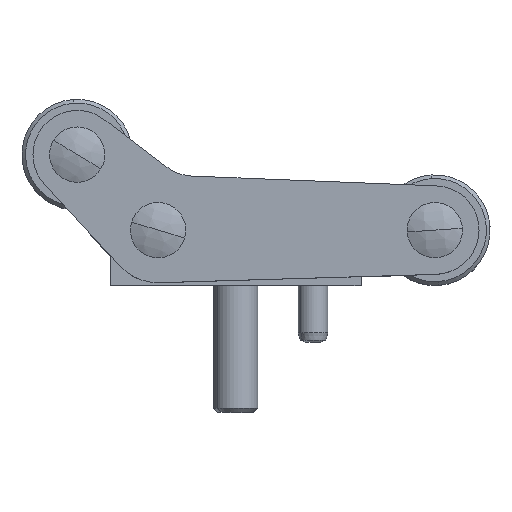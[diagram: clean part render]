
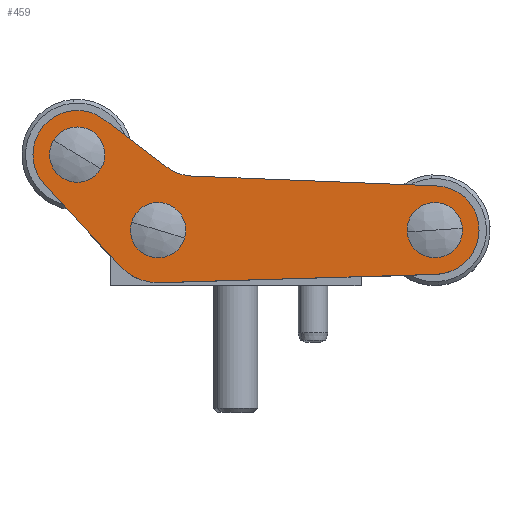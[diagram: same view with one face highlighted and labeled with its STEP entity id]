
A CAD part, top view. The second image highlights one B-rep face of the part: STEP entity #459.
In plain terms, the highlighted face is planar.
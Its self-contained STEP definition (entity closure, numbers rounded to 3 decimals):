
#15 = EDGE_CURVE ( 'NONE', #808, #5587, #779, .T. ) ;
#23 = ORIENTED_EDGE ( 'NONE', *, *, #2053, .F. ) ;
#47 = DIRECTION ( 'NONE',  ( 0., 0., 1. ) ) ;
#53 = EDGE_CURVE ( 'NONE', #2868, #2035, #87, .T. ) ;
#87 = CIRCLE ( 'NONE', #1272, 3.5 ) ;
#138 = ORIENTED_EDGE ( 'NONE', *, *, #5733, .F. ) ;
#141 = VERTEX_POINT ( 'NONE', #1228 ) ;
#314 = CIRCLE ( 'NONE', #430, 3.5 ) ;
#318 = EDGE_LOOP ( 'NONE', ( #4560, #796 ) ) ;
#430 = AXIS2_PLACEMENT_3D ( 'NONE', #2257, #5437, #498 ) ;
#441 = AXIS2_PLACEMENT_3D ( 'NONE', #1309, #3512, #1801 ) ;
#454 = VECTOR ( 'NONE', #2115, 1000. ) ;
#459 = ADVANCED_FACE ( 'NONE', ( #3313, #773, #4512, #1007 ), #4473, .F. ) ;
#468 = DIRECTION ( 'NONE',  ( 0., 0., 1. ) ) ;
#498 = DIRECTION ( 'NONE',  ( -1., 0., 0. ) ) ;
#542 = EDGE_CURVE ( 'NONE', #141, #5577, #5094, .T. ) ;
#544 = CARTESIAN_POINT ( 'NONE',  ( -0.181, -5.997, -4.5 ) ) ;
#545 = ORIENTED_EDGE ( 'NONE', *, *, #542, .F. ) ;
#566 = CIRCLE ( 'NONE', #4551, 3.5 ) ;
#572 = DIRECTION ( 'NONE',  ( -0.999, -0.04, 0. ) ) ;
#588 = DIRECTION ( 'NONE',  ( 0., 0., -1. ) ) ;
#608 = CIRCLE ( 'NONE', #2388, 3.5 ) ;
#635 = AXIS2_PLACEMENT_3D ( 'NONE', #791, #1321, #1774 ) ;
#664 = CIRCLE ( 'NONE', #635, 7.13 ) ;
#691 = DIRECTION ( 'NONE',  ( 1., -0.03, 0. ) ) ;
#773 = FACE_BOUND ( 'NONE', #318, .T. ) ;
#779 = CIRCLE ( 'NONE', #5293, 3.5 ) ;
#789 = EDGE_CURVE ( 'NONE', #5587, #808, #566, .T. ) ;
#791 = CARTESIAN_POINT ( 'NONE',  ( 37.5, 0., -4.5 ) ) ;
#794 = EDGE_LOOP ( 'NONE', ( #5315, #1234 ) ) ;
#796 = ORIENTED_EDGE ( 'NONE', *, *, #15, .F. ) ;
#808 = VERTEX_POINT ( 'NONE', #5105 ) ;
#914 = DIRECTION ( 'NONE',  ( 1., 0., 0. ) ) ;
#931 = CARTESIAN_POINT ( 'NONE',  ( 48.47, 10.23, -4.5 ) ) ;
#973 = CIRCLE ( 'NONE', #1929, 3.5 ) ;
#1007 = FACE_BOUND ( 'NONE', #794, .T. ) ;
#1133 = CARTESIAN_POINT ( 'NONE',  ( -0.181, -5.997, -4.5 ) ) ;
#1195 = DIRECTION ( 'NONE',  ( 0., 0., 1. ) ) ;
#1212 = DIRECTION ( 'NONE',  ( -1., 0., 0. ) ) ;
#1228 = CARTESIAN_POINT ( 'NONE',  ( 44.844, 15.01, -4.5 ) ) ;
#1234 = ORIENTED_EDGE ( 'NONE', *, *, #2079, .F. ) ;
#1272 = AXIS2_PLACEMENT_3D ( 'NONE', #2034, #5232, #1212 ) ;
#1309 = CARTESIAN_POINT ( 'NONE',  ( 32.687, 13.32, -4.5 ) ) ;
#1314 = VECTOR ( 'NONE', #691, 1000. ) ;
#1321 = DIRECTION ( 'NONE',  ( 0., 0., 1. ) ) ;
#1380 = CARTESIAN_POINT ( 'NONE',  ( 41., 0., -4.5 ) ) ;
#1389 = EDGE_CURVE ( 'NONE', #3338, #3349, #973, .T. ) ;
#1456 = AXIS2_PLACEMENT_3D ( 'NONE', #931, #47, #914 ) ;
#1491 = DIRECTION ( 'NONE',  ( -1., 0., 0. ) ) ;
#1525 = VERTEX_POINT ( 'NONE', #5059 ) ;
#1580 = CARTESIAN_POINT ( 'NONE',  ( 37.285, -7.127, -4.5 ) ) ;
#1605 = ORIENTED_EDGE ( 'NONE', *, *, #1752, .F. ) ;
#1618 = AXIS2_PLACEMENT_3D ( 'NONE', #4982, #468, #5425 ) ;
#1659 = AXIS2_PLACEMENT_3D ( 'NONE', #4264, #1195, #3796 ) ;
#1752 = EDGE_CURVE ( 'NONE', #2035, #2868, #608, .T. ) ;
#1774 = DIRECTION ( 'NONE',  ( 1., 0., 0. ) ) ;
#1801 = DIRECTION ( 'NONE',  ( 1., 0., 0. ) ) ;
#1875 = CARTESIAN_POINT ( 'NONE',  ( 44.844, 15.01, -4.5 ) ) ;
#1929 = AXIS2_PLACEMENT_3D ( 'NONE', #3633, #5410, #1491 ) ;
#1943 = CARTESIAN_POINT ( 'NONE',  ( 52.881, 6.163, -4.5 ) ) ;
#1986 = DIRECTION ( 'NONE',  ( -1., 0., 0. ) ) ;
#2034 = CARTESIAN_POINT ( 'NONE',  ( 37.5, 0., -4.5 ) ) ;
#2035 = VERTEX_POINT ( 'NONE', #1380 ) ;
#2053 = EDGE_CURVE ( 'NONE', #5144, #141, #3211, .T. ) ;
#2079 = EDGE_CURVE ( 'NONE', #3349, #3338, #314, .T. ) ;
#2093 = EDGE_LOOP ( 'NONE', ( #5386, #1605 ) ) ;
#2115 = DIRECTION ( 'NONE',  ( 0.678, 0.735, 0. ) ) ;
#2137 = CARTESIAN_POINT ( 'NONE',  ( -3.5, 0., -4.5 ) ) ;
#2158 = VERTEX_POINT ( 'NONE', #544 ) ;
#2186 = CARTESIAN_POINT ( 'NONE',  ( 51.97, 10.23, -4.5 ) ) ;
#2257 = CARTESIAN_POINT ( 'NONE',  ( 48.47, 10.23, -4.5 ) ) ;
#2272 = EDGE_CURVE ( 'NONE', #1525, #3563, #3399, .T. ) ;
#2332 = DIRECTION ( 'NONE',  ( -0.797, -0.604, 0. ) ) ;
#2388 = AXIS2_PLACEMENT_3D ( 'NONE', #5595, #4221, #1986 ) ;
#2600 = EDGE_CURVE ( 'NONE', #3504, #5577, #5435, .T. ) ;
#2641 = VERTEX_POINT ( 'NONE', #5472 ) ;
#2767 = EDGE_CURVE ( 'NONE', #3504, #2641, #5562, .T. ) ;
#2868 = VERTEX_POINT ( 'NONE', #5246 ) ;
#3068 = DIRECTION ( 'NONE',  ( 0., 0., 1. ) ) ;
#3211 = CIRCLE ( 'NONE', #1456, 6. ) ;
#3226 = EDGE_CURVE ( 'NONE', #2641, #2158, #3569, .T. ) ;
#3289 = DIRECTION ( 'NONE',  ( 0., 0., -1. ) ) ;
#3307 = DIRECTION ( 'NONE',  ( -1., 0., 0. ) ) ;
#3313 = FACE_OUTER_BOUND ( 'NONE', #3773, .T. ) ;
#3327 = CARTESIAN_POINT ( 'NONE',  ( 0., 0., -4.5 ) ) ;
#3328 = CARTESIAN_POINT ( 'NONE',  ( 0., 0., -4.5 ) ) ;
#3338 = VERTEX_POINT ( 'NONE', #3890 ) ;
#3349 = VERTEX_POINT ( 'NONE', #2186 ) ;
#3399 = LINE ( 'NONE', #4366, #454 ) ;
#3409 = EDGE_CURVE ( 'NONE', #3563, #5144, #5191, .T. ) ;
#3504 = VERTEX_POINT ( 'NONE', #4675 ) ;
#3512 = DIRECTION ( 'NONE',  ( 0., 0., 1. ) ) ;
#3563 = VERTEX_POINT ( 'NONE', #1943 ) ;
#3569 = CIRCLE ( 'NONE', #1659, 6. ) ;
#3616 = ORIENTED_EDGE ( 'NONE', *, *, #3226, .F. ) ;
#3633 = CARTESIAN_POINT ( 'NONE',  ( 48.47, 10.23, -4.5 ) ) ;
#3734 = DIRECTION ( 'NONE',  ( -1., 0., 0. ) ) ;
#3773 = EDGE_LOOP ( 'NONE', ( #3837, #5030, #545, #23, #3935, #4499, #138, #5603, #3616 ) ) ;
#3796 = DIRECTION ( 'NONE',  ( 1., 0., 0. ) ) ;
#3837 = ORIENTED_EDGE ( 'NONE', *, *, #2767, .F. ) ;
#3890 = CARTESIAN_POINT ( 'NONE',  ( 44.97, 10.23, -4.5 ) ) ;
#3935 = ORIENTED_EDGE ( 'NONE', *, *, #3409, .F. ) ;
#4031 = EDGE_CURVE ( 'NONE', #2158, #5500, #5111, .T. ) ;
#4221 = DIRECTION ( 'NONE',  ( 0., 0., -1. ) ) ;
#4264 = CARTESIAN_POINT ( 'NONE',  ( 0., 0., -4.5 ) ) ;
#4366 = CARTESIAN_POINT ( 'NONE',  ( 52.881, 6.163, -4.5 ) ) ;
#4399 = AXIS2_PLACEMENT_3D ( 'NONE', #5754, #3068, #4478 ) ;
#4473 = PLANE ( 'NONE',  #1618 ) ;
#4478 = DIRECTION ( 'NONE',  ( 1., 0., 0. ) ) ;
#4499 = ORIENTED_EDGE ( 'NONE', *, *, #2272, .F. ) ;
#4512 = FACE_BOUND ( 'NONE', #2093, .T. ) ;
#4551 = AXIS2_PLACEMENT_3D ( 'NONE', #3327, #588, #3734 ) ;
#4560 = ORIENTED_EDGE ( 'NONE', *, *, #789, .F. ) ;
#4663 = VECTOR ( 'NONE', #2332, 1000. ) ;
#4675 = CARTESIAN_POINT ( 'NONE',  ( 32.928, 7.325, -4.5 ) ) ;
#4822 = CARTESIAN_POINT ( 'NONE',  ( 36.313, 8.54, -4.5 ) ) ;
#4982 = CARTESIAN_POINT ( 'NONE',  ( 0., 0., -4.5 ) ) ;
#5030 = ORIENTED_EDGE ( 'NONE', *, *, #2600, .T. ) ;
#5059 = CARTESIAN_POINT ( 'NONE',  ( 42.742, -4.833, -4.5 ) ) ;
#5061 = CARTESIAN_POINT ( 'NONE',  ( -0.24, 5.995, -4.5 ) ) ;
#5094 = LINE ( 'NONE', #1875, #4663 ) ;
#5105 = CARTESIAN_POINT ( 'NONE',  ( 3.5, 0., -4.5 ) ) ;
#5111 = LINE ( 'NONE', #1133, #1314 ) ;
#5144 = VERTEX_POINT ( 'NONE', #5714 ) ;
#5191 = CIRCLE ( 'NONE', #4399, 6. ) ;
#5232 = DIRECTION ( 'NONE',  ( 0., 0., -1. ) ) ;
#5246 = CARTESIAN_POINT ( 'NONE',  ( 34., 0., -4.5 ) ) ;
#5274 = VECTOR ( 'NONE', #572, 1000. ) ;
#5293 = AXIS2_PLACEMENT_3D ( 'NONE', #3328, #3289, #3307 ) ;
#5315 = ORIENTED_EDGE ( 'NONE', *, *, #1389, .F. ) ;
#5386 = ORIENTED_EDGE ( 'NONE', *, *, #53, .F. ) ;
#5410 = DIRECTION ( 'NONE',  ( 0., 0., -1. ) ) ;
#5425 = DIRECTION ( 'NONE',  ( 1., 0., 0. ) ) ;
#5435 = CIRCLE ( 'NONE', #441, 6. ) ;
#5437 = DIRECTION ( 'NONE',  ( 0., 0., -1. ) ) ;
#5472 = CARTESIAN_POINT ( 'NONE',  ( -0.24, 5.995, -4.5 ) ) ;
#5500 = VERTEX_POINT ( 'NONE', #1580 ) ;
#5562 = LINE ( 'NONE', #5061, #5274 ) ;
#5577 = VERTEX_POINT ( 'NONE', #4822 ) ;
#5587 = VERTEX_POINT ( 'NONE', #2137 ) ;
#5595 = CARTESIAN_POINT ( 'NONE',  ( 37.5, 0., -4.5 ) ) ;
#5603 = ORIENTED_EDGE ( 'NONE', *, *, #4031, .F. ) ;
#5714 = CARTESIAN_POINT ( 'NONE',  ( 54.47, 10.23, -4.5 ) ) ;
#5733 = EDGE_CURVE ( 'NONE', #5500, #1525, #664, .T. ) ;
#5754 = CARTESIAN_POINT ( 'NONE',  ( 48.47, 10.23, -4.5 ) ) ;
